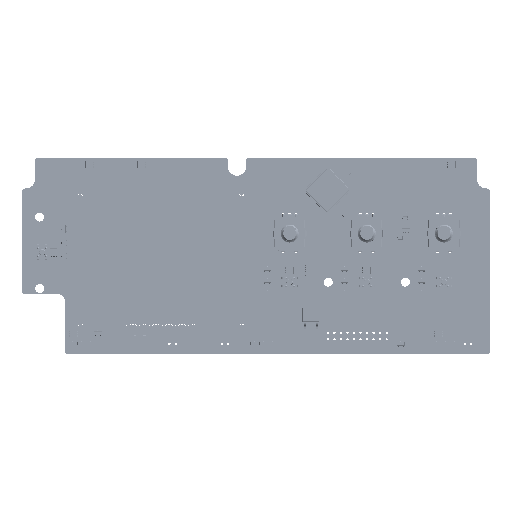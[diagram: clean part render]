
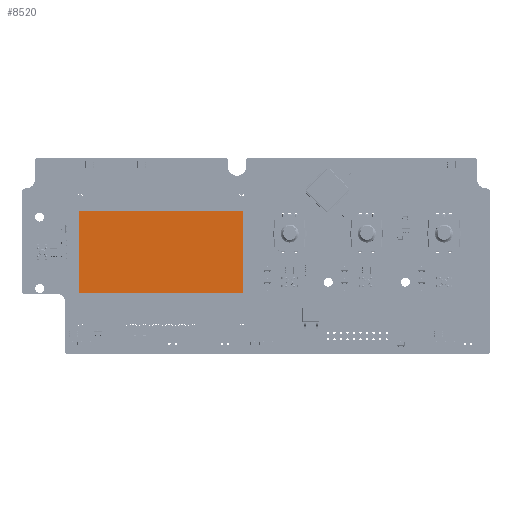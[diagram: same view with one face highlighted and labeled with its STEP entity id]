
A CAD part, top view. The second image highlights one B-rep face of the part: STEP entity #8520.
In plain terms, the highlighted face is planar.
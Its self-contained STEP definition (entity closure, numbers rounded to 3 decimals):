
#8430 = VERTEX_POINT('',#8431);
#8431 = CARTESIAN_POINT('',(31.975,2.8,-12.975));
#8437 = EDGE_CURVE('',#8438,#8430,#8440,.T.);
#8438 = VERTEX_POINT('',#8439);
#8439 = CARTESIAN_POINT('',(31.975,2.8,18.975));
#8440 = LINE('',#8441,#8442);
#8441 = CARTESIAN_POINT('',(31.975,2.8,-12.975));
#8442 = VECTOR('',#8443,1.);
#8443 = DIRECTION('',(0.,0.,-1.));
#8461 = VERTEX_POINT('',#8462);
#8462 = CARTESIAN_POINT('',(-31.975,2.8,-12.975));
#8468 = EDGE_CURVE('',#8430,#8461,#8469,.T.);
#8469 = LINE('',#8470,#8471);
#8470 = CARTESIAN_POINT('',(-31.975,2.8,-12.975));
#8471 = VECTOR('',#8472,1.);
#8472 = DIRECTION('',(-1.,0.,0.));
#8485 = VERTEX_POINT('',#8486);
#8486 = CARTESIAN_POINT('',(-31.975,2.8,18.975));
#8492 = EDGE_CURVE('',#8461,#8485,#8493,.T.);
#8493 = LINE('',#8494,#8495);
#8494 = CARTESIAN_POINT('',(-31.975,2.8,-12.975));
#8495 = VECTOR('',#8496,1.);
#8496 = DIRECTION('',(0.,0.,1.));
#8509 = EDGE_CURVE('',#8485,#8438,#8510,.T.);
#8510 = LINE('',#8511,#8512);
#8511 = CARTESIAN_POINT('',(-31.975,2.8,18.975));
#8512 = VECTOR('',#8513,1.);
#8513 = DIRECTION('',(1.,0.,0.));
#8520 = ADVANCED_FACE('',(#8521),#8527,.T.);
#8521 = FACE_BOUND('',#8522,.T.);
#8522 = EDGE_LOOP('',(#8523,#8524,#8525,#8526));
#8523 = ORIENTED_EDGE('',*,*,#8437,.T.);
#8524 = ORIENTED_EDGE('',*,*,#8468,.T.);
#8525 = ORIENTED_EDGE('',*,*,#8492,.T.);
#8526 = ORIENTED_EDGE('',*,*,#8509,.T.);
#8527 = PLANE('',#8528);
#8528 = AXIS2_PLACEMENT_3D('',#8529,#8530,#8531);
#8529 = CARTESIAN_POINT('',(31.975,2.8,18.975));
#8530 = DIRECTION('',(0.,1.,0.));
#8531 = DIRECTION('',(0.,0.,1.));
